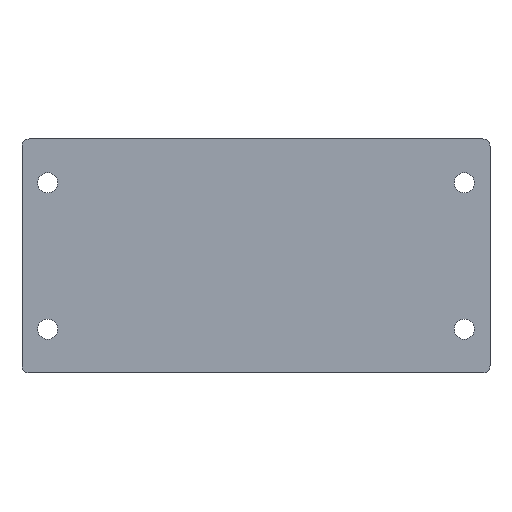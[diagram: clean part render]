
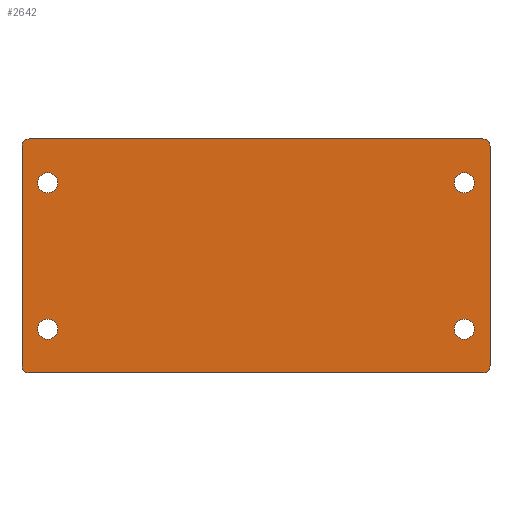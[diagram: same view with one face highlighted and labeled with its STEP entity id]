
A CAD part, front view. The second image highlights one B-rep face of the part: STEP entity #2642.
In plain terms, the highlighted planar face has unit normal (0, -1, 0).
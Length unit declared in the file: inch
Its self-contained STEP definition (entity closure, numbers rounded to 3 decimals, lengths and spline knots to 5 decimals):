
#5 = VERTEX_POINT ( 'NONE', #3327 ) ;
#140 = DIRECTION ( 'NONE',  ( 0., 1., 0. ) ) ;
#167 = AXIS2_PLACEMENT_3D ( 'NONE', #3426, #1194, #4642 ) ;
#194 = VERTEX_POINT ( 'NONE', #4081 ) ;
#241 = AXIS2_PLACEMENT_3D ( 'NONE', #5202, #2227, #1680 ) ;
#338 = DIRECTION ( 'NONE',  ( 0., 1., 0. ) ) ;
#347 = CARTESIAN_POINT ( 'NONE',  ( -7.75, 0., -4. ) ) ;
#389 = EDGE_CURVE ( 'NONE', #571, #6514, #4221, .T. ) ;
#439 = CARTESIAN_POINT ( 'NONE',  ( -7.125, 0., -2.5 ) ) ;
#483 = VERTEX_POINT ( 'NONE', #1048 ) ;
#516 = VERTEX_POINT ( 'NONE', #4474 ) ;
#571 = VERTEX_POINT ( 'NONE', #6359 ) ;
#675 = CARTESIAN_POINT ( 'NONE',  ( 8., 0., -3.75 ) ) ;
#774 = CARTESIAN_POINT ( 'NONE',  ( -7.75, 0., 4. ) ) ;
#999 = CIRCLE ( 'NONE', #2417, 0.25 ) ;
#1022 = DIRECTION ( 'NONE',  ( 0., 0., 1. ) ) ;
#1045 = CARTESIAN_POINT ( 'NONE',  ( -8., 0., -3.75 ) ) ;
#1048 = CARTESIAN_POINT ( 'NONE',  ( -7.125, 0., -2.15625 ) ) ;
#1059 = CIRCLE ( 'NONE', #2456, 0.25 ) ;
#1076 = EDGE_CURVE ( 'NONE', #3349, #4193, #3967, .T. ) ;
#1099 = ORIENTED_EDGE ( 'NONE', *, *, #6754, .F. ) ;
#1143 = AXIS2_PLACEMENT_3D ( 'NONE', #7432, #3947, #4540 ) ;
#1170 = FACE_BOUND ( 'NONE', #4897, .T. ) ;
#1194 = DIRECTION ( 'NONE',  ( 0., 1., 0. ) ) ;
#1240 = ORIENTED_EDGE ( 'NONE', *, *, #2837, .F. ) ;
#1261 = DIRECTION ( 'NONE',  ( -1., 0., 0. ) ) ;
#1289 = EDGE_CURVE ( 'NONE', #516, #5154, #3462, .T. ) ;
#1380 = DIRECTION ( 'NONE',  ( 1., 0., 0. ) ) ;
#1540 = CARTESIAN_POINT ( 'NONE',  ( 7.125, 0., 2.84375 ) ) ;
#1672 = VERTEX_POINT ( 'NONE', #7447 ) ;
#1680 = DIRECTION ( 'NONE',  ( 0., 0., -1. ) ) ;
#1742 = AXIS2_PLACEMENT_3D ( 'NONE', #3631, #3023, #7095 ) ;
#1749 = ORIENTED_EDGE ( 'NONE', *, *, #4934, .T. ) ;
#1789 = CARTESIAN_POINT ( 'NONE',  ( -8., 0., -3.75 ) ) ;
#1806 = LINE ( 'NONE', #2960, #2987 ) ;
#1858 = EDGE_LOOP ( 'NONE', ( #5871, #5933 ) ) ;
#1968 = PLANE ( 'NONE',  #6386 ) ;
#1982 = CIRCLE ( 'NONE', #2355, 0.25 ) ;
#2015 = CIRCLE ( 'NONE', #6004, 0.34375 ) ;
#2132 = CARTESIAN_POINT ( 'NONE',  ( 7.75, 0., -3.75 ) ) ;
#2186 = DIRECTION ( 'NONE',  ( 0., 1., 0. ) ) ;
#2227 = DIRECTION ( 'NONE',  ( 0., 1., 0. ) ) ;
#2246 = VERTEX_POINT ( 'NONE', #347 ) ;
#2355 = AXIS2_PLACEMENT_3D ( 'NONE', #2132, #2186, #6256 ) ;
#2417 = AXIS2_PLACEMENT_3D ( 'NONE', #2510, #140, #7184 ) ;
#2456 = AXIS2_PLACEMENT_3D ( 'NONE', #5050, #6822, #4560 ) ;
#2499 = EDGE_CURVE ( 'NONE', #5669, #2246, #1806, .T. ) ;
#2510 = CARTESIAN_POINT ( 'NONE',  ( -7.75, 0., -3.75 ) ) ;
#2566 = EDGE_CURVE ( 'NONE', #194, #6320, #2622, .T. ) ;
#2592 = DIRECTION ( 'NONE',  ( 0., 0., 1. ) ) ;
#2622 = LINE ( 'NONE', #774, #4801 ) ;
#2642 = ADVANCED_FACE ( 'NONE', ( #3700, #1170, #7166, #7422, #4430 ), #1968, .F. ) ;
#2668 = CARTESIAN_POINT ( 'NONE',  ( -7.125, 0., 2.84375 ) ) ;
#2837 = EDGE_CURVE ( 'NONE', #5154, #5669, #1982, .T. ) ;
#2958 = DIRECTION ( 'NONE',  ( 0., 0., 1. ) ) ;
#2960 = CARTESIAN_POINT ( 'NONE',  ( -7.75, 0., -4. ) ) ;
#2987 = VECTOR ( 'NONE', #1261, 39.37008 ) ;
#3023 = DIRECTION ( 'NONE',  ( 0., 1., 0. ) ) ;
#3205 = EDGE_CURVE ( 'NONE', #1672, #5, #6328, .T. ) ;
#3327 = CARTESIAN_POINT ( 'NONE',  ( 7.125, 0., -2.15625 ) ) ;
#3349 = VERTEX_POINT ( 'NONE', #1540 ) ;
#3377 = EDGE_CURVE ( 'NONE', #6271, #194, #1059, .T. ) ;
#3410 = CARTESIAN_POINT ( 'NONE',  ( 8., 0., -3.75 ) ) ;
#3423 = ORIENTED_EDGE ( 'NONE', *, *, #2566, .F. ) ;
#3426 = CARTESIAN_POINT ( 'NONE',  ( -7.125, 0., 2.5 ) ) ;
#3462 = LINE ( 'NONE', #675, #6365 ) ;
#3511 = CIRCLE ( 'NONE', #4291, 0.34375 ) ;
#3540 = AXIS2_PLACEMENT_3D ( 'NONE', #4530, #5678, #6868 ) ;
#3615 = EDGE_LOOP ( 'NONE', ( #4879, #1099, #3861, #3988, #1240, #6568, #7030, #3423 ) ) ;
#3631 = CARTESIAN_POINT ( 'NONE',  ( -7.125, 0., 2.5 ) ) ;
#3652 = CARTESIAN_POINT ( 'NONE',  ( -7.125, 0., -2.5 ) ) ;
#3696 = EDGE_CURVE ( 'NONE', #483, #7476, #3511, .T. ) ;
#3700 = FACE_OUTER_BOUND ( 'NONE', #3615, .T. ) ;
#3709 = DIRECTION ( 'NONE',  ( 0., 1., 0. ) ) ;
#3711 = CIRCLE ( 'NONE', #3540, 0.34375 ) ;
#3750 = ORIENTED_EDGE ( 'NONE', *, *, #5239, .T. ) ;
#3808 = CARTESIAN_POINT ( 'NONE',  ( 7.75, 0., -4. ) ) ;
#3861 = ORIENTED_EDGE ( 'NONE', *, *, #6002, .F. ) ;
#3896 = CARTESIAN_POINT ( 'NONE',  ( -8., 0., 3.75 ) ) ;
#3917 = CIRCLE ( 'NONE', #6886, 0.34375 ) ;
#3947 = DIRECTION ( 'NONE',  ( 0., 1., 0. ) ) ;
#3967 = CIRCLE ( 'NONE', #241, 0.34375 ) ;
#3988 = ORIENTED_EDGE ( 'NONE', *, *, #2499, .F. ) ;
#4050 = ORIENTED_EDGE ( 'NONE', *, *, #1076, .T. ) ;
#4081 = CARTESIAN_POINT ( 'NONE',  ( -7.75, 0., 4. ) ) ;
#4134 = EDGE_CURVE ( 'NONE', #6514, #571, #6457, .T. ) ;
#4157 = EDGE_LOOP ( 'NONE', ( #5736, #7372 ) ) ;
#4193 = VERTEX_POINT ( 'NONE', #6466 ) ;
#4213 = DIRECTION ( 'NONE',  ( 0., 1., 0. ) ) ;
#4221 = CIRCLE ( 'NONE', #1742, 0.34375 ) ;
#4262 = CARTESIAN_POINT ( 'NONE',  ( 7.75, 0., 4. ) ) ;
#4291 = AXIS2_PLACEMENT_3D ( 'NONE', #3652, #4213, #2592 ) ;
#4294 = ORIENTED_EDGE ( 'NONE', *, *, #3696, .T. ) ;
#4314 = DIRECTION ( 'NONE',  ( 0., 0., -1. ) ) ;
#4430 = FACE_BOUND ( 'NONE', #4157, .T. ) ;
#4474 = CARTESIAN_POINT ( 'NONE',  ( 8., 0., 3.75 ) ) ;
#4493 = DIRECTION ( 'NONE',  ( 0., 1., 0. ) ) ;
#4530 = CARTESIAN_POINT ( 'NONE',  ( 7.125, 0., -2.5 ) ) ;
#4540 = DIRECTION ( 'NONE',  ( 0., 0., 1. ) ) ;
#4560 = DIRECTION ( 'NONE',  ( 0., 0., 1. ) ) ;
#4642 = DIRECTION ( 'NONE',  ( 0., 0., -1. ) ) ;
#4775 = DIRECTION ( 'NONE',  ( 0., 0., -1. ) ) ;
#4801 = VECTOR ( 'NONE', #1380, 39.37008 ) ;
#4879 = ORIENTED_EDGE ( 'NONE', *, *, #3377, .F. ) ;
#4897 = EDGE_LOOP ( 'NONE', ( #3750, #4294 ) ) ;
#4934 = EDGE_CURVE ( 'NONE', #4193, #3349, #3917, .T. ) ;
#4952 = DIRECTION ( 'NONE',  ( 0., 0., 1. ) ) ;
#4996 = DIRECTION ( 'NONE',  ( 0., 0., 1. ) ) ;
#5029 = DIRECTION ( 'NONE',  ( 0., 1., 0. ) ) ;
#5050 = CARTESIAN_POINT ( 'NONE',  ( -7.75, 0., 3.75 ) ) ;
#5154 = VERTEX_POINT ( 'NONE', #3410 ) ;
#5183 = AXIS2_PLACEMENT_3D ( 'NONE', #6749, #5029, #4952 ) ;
#5202 = CARTESIAN_POINT ( 'NONE',  ( 7.125, 0., 2.5 ) ) ;
#5239 = EDGE_CURVE ( 'NONE', #7476, #483, #2015, .T. ) ;
#5362 = VECTOR ( 'NONE', #2958, 39.37008 ) ;
#5669 = VERTEX_POINT ( 'NONE', #3808 ) ;
#5678 = DIRECTION ( 'NONE',  ( 0., 1., 0. ) ) ;
#5736 = ORIENTED_EDGE ( 'NONE', *, *, #389, .T. ) ;
#5852 = EDGE_CURVE ( 'NONE', #6320, #516, #7364, .T. ) ;
#5871 = ORIENTED_EDGE ( 'NONE', *, *, #3205, .T. ) ;
#5933 = ORIENTED_EDGE ( 'NONE', *, *, #6618, .T. ) ;
#6002 = EDGE_CURVE ( 'NONE', #2246, #7060, #999, .T. ) ;
#6004 = AXIS2_PLACEMENT_3D ( 'NONE', #439, #4493, #1022 ) ;
#6036 = CARTESIAN_POINT ( 'NONE',  ( 7.125, 0., 2.5 ) ) ;
#6256 = DIRECTION ( 'NONE',  ( 0., 0., 1. ) ) ;
#6271 = VERTEX_POINT ( 'NONE', #3896 ) ;
#6320 = VERTEX_POINT ( 'NONE', #4262 ) ;
#6328 = CIRCLE ( 'NONE', #5183, 0.34375 ) ;
#6359 = CARTESIAN_POINT ( 'NONE',  ( -7.125, 0., 2.15625 ) ) ;
#6365 = VECTOR ( 'NONE', #4775, 39.37008 ) ;
#6386 = AXIS2_PLACEMENT_3D ( 'NONE', #6763, #338, #4996 ) ;
#6457 = CIRCLE ( 'NONE', #167, 0.34375 ) ;
#6466 = CARTESIAN_POINT ( 'NONE',  ( 7.125, 0., 2.15625 ) ) ;
#6514 = VERTEX_POINT ( 'NONE', #2668 ) ;
#6568 = ORIENTED_EDGE ( 'NONE', *, *, #1289, .F. ) ;
#6576 = CARTESIAN_POINT ( 'NONE',  ( -7.125, 0., -2.84375 ) ) ;
#6618 = EDGE_CURVE ( 'NONE', #5, #1672, #3711, .T. ) ;
#6749 = CARTESIAN_POINT ( 'NONE',  ( 7.125, 0., -2.5 ) ) ;
#6754 = EDGE_CURVE ( 'NONE', #7060, #6271, #7351, .T. ) ;
#6763 = CARTESIAN_POINT ( 'NONE',  ( -7.75, 0., 3.75 ) ) ;
#6822 = DIRECTION ( 'NONE',  ( 0., 1., 0. ) ) ;
#6868 = DIRECTION ( 'NONE',  ( 0., 0., 1. ) ) ;
#6886 = AXIS2_PLACEMENT_3D ( 'NONE', #6036, #3709, #4314 ) ;
#6973 = EDGE_LOOP ( 'NONE', ( #1749, #4050 ) ) ;
#7030 = ORIENTED_EDGE ( 'NONE', *, *, #5852, .F. ) ;
#7060 = VERTEX_POINT ( 'NONE', #1045 ) ;
#7095 = DIRECTION ( 'NONE',  ( 0., 0., -1. ) ) ;
#7166 = FACE_BOUND ( 'NONE', #1858, .T. ) ;
#7184 = DIRECTION ( 'NONE',  ( 0., 0., 1. ) ) ;
#7351 = LINE ( 'NONE', #1789, #5362 ) ;
#7364 = CIRCLE ( 'NONE', #1143, 0.25 ) ;
#7372 = ORIENTED_EDGE ( 'NONE', *, *, #4134, .T. ) ;
#7422 = FACE_BOUND ( 'NONE', #6973, .T. ) ;
#7432 = CARTESIAN_POINT ( 'NONE',  ( 7.75, 0., 3.75 ) ) ;
#7447 = CARTESIAN_POINT ( 'NONE',  ( 7.125, 0., -2.84375 ) ) ;
#7476 = VERTEX_POINT ( 'NONE', #6576 ) ;
